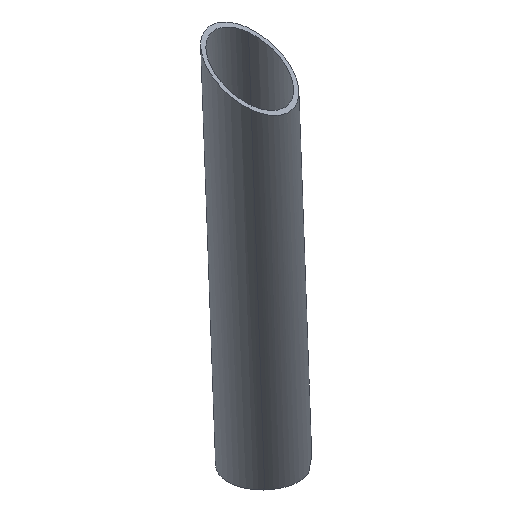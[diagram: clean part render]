
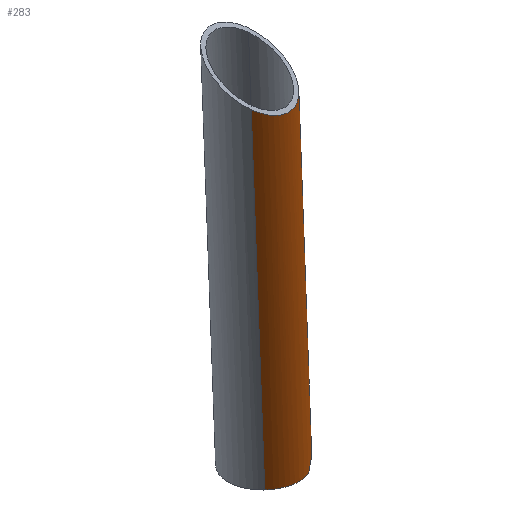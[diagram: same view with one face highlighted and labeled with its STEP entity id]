
A CAD part, top view. The second image highlights one B-rep face of the part: STEP entity #283.
In plain terms, the highlighted cylindrical face has radius 14 mm (diameter 28 mm), a partial arc.
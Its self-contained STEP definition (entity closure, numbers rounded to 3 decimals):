
#58=CARTESIAN_POINT('Control Point',(-1929.231,316.125,100.198)) ;
#59=CARTESIAN_POINT('Control Point',(-1927.998,315.555,99.306)) ;
#60=CARTESIAN_POINT('Control Point',(-1926.763,314.875,98.486)) ;
#61=CARTESIAN_POINT('Control Point',(-1925.538,314.091,97.745)) ;
#62=CARTESIAN_POINT('Control Point',(-1923.055,312.268,96.398)) ;
#63=CARTESIAN_POINT('Control Point',(-1920.719,310.029,95.478)) ;
#64=CARTESIAN_POINT('Control Point',(-1919.572,308.768,95.133)) ;
#65=CARTESIAN_POINT('Control Point',(-1917.927,306.66,94.835)) ;
#66=CARTESIAN_POINT('Control Point',(-1916.579,304.356,94.973)) ;
#67=CARTESIAN_POINT('Control Point',(-1916.146,303.52,95.082)) ;
#68=CARTESIAN_POINT('Control Point',(-1915.437,301.928,95.404)) ;
#69=CARTESIAN_POINT('Control Point',(-1914.944,300.322,95.961)) ;
#70=CARTESIAN_POINT('Control Point',(-1914.768,299.577,96.272)) ;
#71=CARTESIAN_POINT('Control Point',(-1914.511,297.979,97.065)) ;
#72=CARTESIAN_POINT('Control Point',(-1914.543,296.489,98.084)) ;
#73=CARTESIAN_POINT('Control Point',(-1914.648,295.729,98.695)) ;
#74=CARTESIAN_POINT('Control Point',(-1914.955,294.593,99.761)) ;
#75=CARTESIAN_POINT('Control Point',(-1915.458,293.632,100.914)) ;
#76=CARTESIAN_POINT('Control Point',(-1915.679,293.29,101.367)) ;
#77=CARTESIAN_POINT('Control Point',(-1916.333,292.449,102.596)) ;
#78=CARTESIAN_POINT('Control Point',(-1917.143,291.804,103.856)) ;
#79=CARTESIAN_POINT('Control Point',(-1917.701,291.476,104.647)) ;
#80=CARTESIAN_POINT('Control Point',(-1919.264,290.803,106.699)) ;
#81=CARTESIAN_POINT('Control Point',(-1921.052,290.585,108.681)) ;
#82=CARTESIAN_POINT('Control Point',(-1922.211,290.605,109.86)) ;
#83=CARTESIAN_POINT('Control Point',(-1924.134,290.859,111.669)) ;
#84=CARTESIAN_POINT('Control Point',(-1926.116,291.443,113.321)) ;
#85=CARTESIAN_POINT('Control Point',(-1926.871,291.709,113.921)) ;
#86=CARTESIAN_POINT('Control Point',(-1927.629,292.017,114.496)) ;
#87=CARTESIAN_POINT('Control Point',(-1928.387,292.367,115.044)) ;
#88=CARTESIAN_POINT('Vertex',(-1929.231,316.125,100.198)) ;
#90=CARTESIAN_POINT('Vertex',(-1928.387,292.367,115.044)) ;
#208=CARTESIAN_POINT('Axis2P3D Location',(-11995.907,283445.389,412090.323)) ;
#214=CARTESIAN_POINT('Control Point',(-1911.727,187.078,-53.964)) ;
#215=CARTESIAN_POINT('Control Point',(-1911.287,188.864,-53.507)) ;
#216=CARTESIAN_POINT('Control Point',(-1910.982,190.697,-53.1)) ;
#217=CARTESIAN_POINT('Control Point',(-1910.821,192.566,-52.749)) ;
#218=CARTESIAN_POINT('Control Point',(-1910.825,195.956,-52.239)) ;
#219=CARTESIAN_POINT('Control Point',(-1911.443,199.311,-51.998)) ;
#220=CARTESIAN_POINT('Control Point',(-1911.847,200.761,-51.952)) ;
#221=CARTESIAN_POINT('Control Point',(-1912.553,202.541,-51.985)) ;
#222=CARTESIAN_POINT('Control Point',(-1913.525,204.161,-52.157)) ;
#223=CARTESIAN_POINT('Control Point',(-1913.747,204.501,-52.2)) ;
#224=CARTESIAN_POINT('Control Point',(-1913.981,204.831,-52.251)) ;
#225=CARTESIAN_POINT('Control Point',(-1914.228,205.15,-52.308)) ;
#226=CARTESIAN_POINT('Vertex',(-1911.727,187.078,-53.964)) ;
#228=CARTESIAN_POINT('Vertex',(-1914.228,205.15,-52.308)) ;
#232=CARTESIAN_POINT('Control Point',(-1925.4,208.361,-56.603)) ;
#233=CARTESIAN_POINT('Control Point',(-1924.366,208.742,-56.103)) ;
#234=CARTESIAN_POINT('Control Point',(-1923.288,209.005,-55.603)) ;
#235=CARTESIAN_POINT('Control Point',(-1922.173,209.131,-55.107)) ;
#236=CARTESIAN_POINT('Control Point',(-1919.699,209.03,-54.063)) ;
#237=CARTESIAN_POINT('Control Point',(-1917.331,208.07,-53.195)) ;
#238=CARTESIAN_POINT('Control Point',(-1916.138,207.277,-52.805)) ;
#239=CARTESIAN_POINT('Control Point',(-1915.104,206.283,-52.512)) ;
#240=CARTESIAN_POINT('Control Point',(-1914.228,205.15,-52.308)) ;
#241=CARTESIAN_POINT('Vertex',(-1925.4,208.361,-56.603)) ;
#244=CARTESIAN_POINT('Line Origine',(-11994.279,283399.611,411999.008)) ;
#248=CARTESIAN_POINT('Vertex',(-1929.219,315.774,99.688)) ;
#251=CARTESIAN_POINT('Line Origine',(-11994.279,283399.611,411999.008)) ;
#256=CARTESIAN_POINT('Line Origine',(-11993.459,283376.555,412014.874)) ;
#260=CARTESIAN_POINT('Vertex',(-1924.472,182.275,-45.145)) ;
#264=CARTESIAN_POINT('Control Point',(-1911.727,187.078,-53.964)) ;
#265=CARTESIAN_POINT('Control Point',(-1912.133,186.536,-52.944)) ;
#266=CARTESIAN_POINT('Control Point',(-1912.642,186.01,-51.957)) ;
#267=CARTESIAN_POINT('Control Point',(-1913.253,185.506,-51.013)) ;
#268=CARTESIAN_POINT('Control Point',(-1915.253,184.167,-48.517)) ;
#269=CARTESIAN_POINT('Control Point',(-1917.99,183.119,-46.591)) ;
#270=CARTESIAN_POINT('Control Point',(-1920.034,182.608,-45.671)) ;
#271=CARTESIAN_POINT('Control Point',(-1922.247,182.325,-45.187)) ;
#272=CARTESIAN_POINT('Control Point',(-1924.472,182.275,-45.145)) ;
#209=DIRECTION('Axis2P3D Direction',(0.02,-0.566,-0.824)) ;
#210=DIRECTION('Axis2P3D XDirection',(-0.029,0.823,-0.567)) ;
#245=DIRECTION('Vector Direction',(0.02,-0.566,-0.824)) ;
#252=DIRECTION('Vector Direction',(0.02,-0.566,-0.824)) ;
#257=DIRECTION('Vector Direction',(0.02,-0.566,-0.824)) ;
#211=AXIS2_PLACEMENT_3D('Cylinder Axis2P3D',#208,#209,#210) ;
#275=ORIENTED_EDGE('',*,*,#230,.T.) ;
#276=ORIENTED_EDGE('',*,*,#243,.F.) ;
#277=ORIENTED_EDGE('',*,*,#250,.F.) ;
#278=ORIENTED_EDGE('',*,*,#255,.T.) ;
#279=ORIENTED_EDGE('',*,*,#92,.T.) ;
#280=ORIENTED_EDGE('',*,*,#262,.T.) ;
#281=ORIENTED_EDGE('',*,*,#273,.F.) ;
#246=VECTOR('Line Direction',#245,1.) ;
#253=VECTOR('Line Direction',#252,1.) ;
#258=VECTOR('Line Direction',#257,1.) ;
#283=ADVANCED_FACE('Corps principal',(#282),#212,.T.) ;
#57=B_SPLINE_CURVE_WITH_KNOTS('',5,(#58,#59,#60,#61,#62,#63,#64,#65,#66,#67,#68,#69,#70,#71,#72,#73,#74,#75,#76,#77,#78,#79,#80,#81,#82,#83,#84,#85,#86,#87),.UNSPECIFIED.,.F.,.U.,(6,3,3,3,3,3,3,3,3,6),(0.,11.493,23.681,30.343,36.153,43.026,47.321,54.506,66.123,73.185),.UNSPECIFIED.) ;
#213=B_SPLINE_CURVE_WITH_KNOTS('',5,(#214,#215,#216,#217,#218,#219,#220,#221,#222,#223,#224,#225),.UNSPECIFIED.,.F.,.U.,(6,3,3,6),(6.514,19.92,30.443,33.326),.UNSPECIFIED.) ;
#231=B_SPLINE_CURVE_WITH_KNOTS('',5,(#232,#233,#234,#235,#236,#237,#238,#239,#240),.UNSPECIFIED.,.F.,.U.,(6,3,6),(0.,8.558,18.783),.UNSPECIFIED.) ;
#263=B_SPLINE_CURVE_WITH_KNOTS('',5,(#264,#265,#266,#267,#268,#269,#270,#271,#272),.UNSPECIFIED.,.F.,.U.,(6,3,6),(8.71,17.362,33.108),.UNSPECIFIED.) ;
#212=CYLINDRICAL_SURFACE('generated cylinder',#211,14.) ;
#92=EDGE_CURVE('',#89,#91,#57,.T.) ;
#230=EDGE_CURVE('',#227,#229,#213,.T.) ;
#243=EDGE_CURVE('',#242,#229,#231,.T.) ;
#250=EDGE_CURVE('',#249,#242,#247,.T.) ;
#255=EDGE_CURVE('',#249,#89,#254,.F.) ;
#262=EDGE_CURVE('',#91,#261,#259,.T.) ;
#273=EDGE_CURVE('',#227,#261,#263,.T.) ;
#274=EDGE_LOOP('',(#275,#276,#277,#278,#279,#280,#281)) ;
#282=FACE_OUTER_BOUND('',#274,.T.) ;
#247=LINE('Line',#244,#246) ;
#254=LINE('Line',#251,#253) ;
#259=LINE('Line',#256,#258) ;
#89=VERTEX_POINT('',#88) ;
#91=VERTEX_POINT('',#90) ;
#227=VERTEX_POINT('',#226) ;
#229=VERTEX_POINT('',#228) ;
#242=VERTEX_POINT('',#241) ;
#249=VERTEX_POINT('',#248) ;
#261=VERTEX_POINT('',#260) ;
